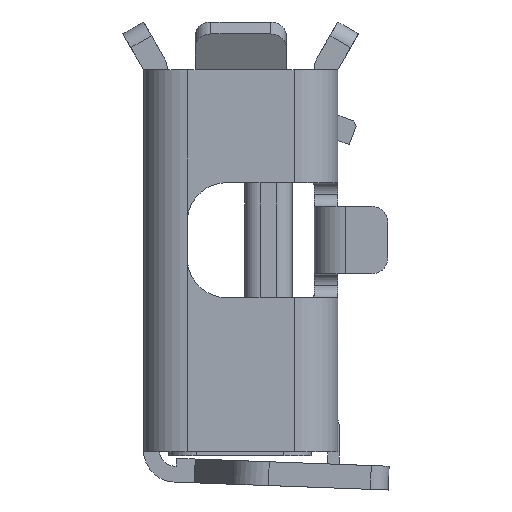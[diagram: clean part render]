
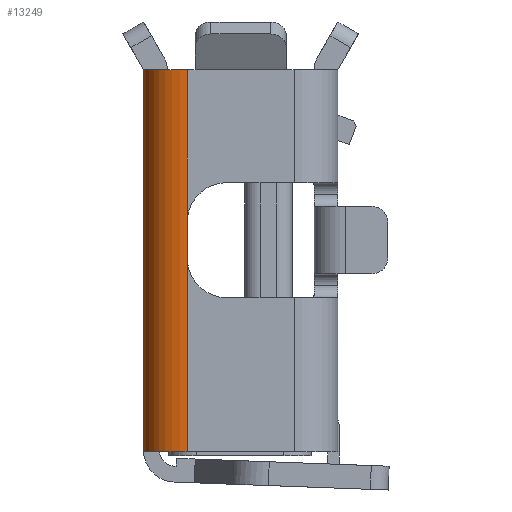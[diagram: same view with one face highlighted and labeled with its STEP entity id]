
A CAD part, left-side view. The second image highlights one B-rep face of the part: STEP entity #13249.
In plain terms, the highlighted cylindrical face has radius 0.55 mm (diameter 1.1 mm), a partial arc.
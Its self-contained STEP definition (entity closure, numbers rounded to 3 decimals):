
#153 = LINE ( 'NONE', #9324, #7658 ) ;
#248 = ORIENTED_EDGE ( 'NONE', *, *, #10439, .T. ) ;
#477 = DIRECTION ( 'NONE',  ( 1., 0., 0. ) ) ;
#517 = FACE_OUTER_BOUND ( 'NONE', #8227, .T. ) ;
#1695 = VERTEX_POINT ( 'NONE', #7303 ) ;
#1861 = VERTEX_POINT ( 'NONE', #7732 ) ;
#1892 = EDGE_CURVE ( 'NONE', #11538, #15838, #17079, .T. ) ;
#2001 = CARTESIAN_POINT ( 'NONE',  ( -3.2, 2.47, -2.796 ) ) ;
#2036 = CARTESIAN_POINT ( 'NONE',  ( -3.2, 2.47, 2.15 ) ) ;
#2123 = AXIS2_PLACEMENT_3D ( 'NONE', #5669, #4527, #10977 ) ;
#2215 = VERTEX_POINT ( 'NONE', #2036 ) ;
#3480 = LINE ( 'NONE', #2001, #14099 ) ;
#3511 = EDGE_CURVE ( 'NONE', #1695, #15531, #4334, .T. ) ;
#3538 = CARTESIAN_POINT ( 'NONE',  ( -3.75, 1.92, -2.796 ) ) ;
#4323 = CARTESIAN_POINT ( 'NONE',  ( -3.2, 1.92, 2.15 ) ) ;
#4334 = LINE ( 'NONE', #11318, #15127 ) ;
#4527 = DIRECTION ( 'NONE',  ( 0., 0., -1. ) ) ;
#5318 = AXIS2_PLACEMENT_3D ( 'NONE', #4323, #12442, #477 ) ;
#5509 = DIRECTION ( 'NONE',  ( 1., 0., 0. ) ) ;
#5669 = CARTESIAN_POINT ( 'NONE',  ( -3.2, 1.92, -2.667 ) ) ;
#5683 = CARTESIAN_POINT ( 'NONE',  ( -3.2, 1.92, -2.796 ) ) ;
#6603 = CIRCLE ( 'NONE', #2123, 0.55 ) ;
#6897 = DIRECTION ( 'NONE',  ( 0., 0., -1. ) ) ;
#7303 = CARTESIAN_POINT ( 'NONE',  ( -3.75, 1.92, -2.667 ) ) ;
#7335 = DIRECTION ( 'NONE',  ( 0., 0., -1. ) ) ;
#7658 = VECTOR ( 'NONE', #11856, 1000. ) ;
#7732 = CARTESIAN_POINT ( 'NONE',  ( -3.2, 2.47, -2.667 ) ) ;
#7776 = ORIENTED_EDGE ( 'NONE', *, *, #8315, .F. ) ;
#7968 = ORIENTED_EDGE ( 'NONE', *, *, #1892, .T. ) ;
#8227 = EDGE_LOOP ( 'NONE', ( #7968, #7776, #13782, #16085, #9994, #248 ) ) ;
#8315 = EDGE_CURVE ( 'NONE', #2215, #15838, #13117, .T. ) ;
#9324 = CARTESIAN_POINT ( 'NONE',  ( -3.75, 1.92, -2.796 ) ) ;
#9771 = CYLINDRICAL_SURFACE ( 'NONE', #12684, 0.55 ) ;
#9994 = ORIENTED_EDGE ( 'NONE', *, *, #3511, .T. ) ;
#10439 = EDGE_CURVE ( 'NONE', #15531, #11538, #153, .T. ) ;
#10754 = CARTESIAN_POINT ( 'NONE',  ( -3.75, 1.92, 2.15 ) ) ;
#10977 = DIRECTION ( 'NONE',  ( 1., 0., 0. ) ) ;
#11318 = CARTESIAN_POINT ( 'NONE',  ( -3.75, 1.92, -2.796 ) ) ;
#11538 = VERTEX_POINT ( 'NONE', #12036 ) ;
#11749 = EDGE_CURVE ( 'NONE', #1695, #1861, #6603, .T. ) ;
#11856 = DIRECTION ( 'NONE',  ( 0., 0., 1. ) ) ;
#12036 = CARTESIAN_POINT ( 'NONE',  ( -3.75, 1.92, 0.225 ) ) ;
#12442 = DIRECTION ( 'NONE',  ( 0., 0., 1. ) ) ;
#12614 = CARTESIAN_POINT ( 'NONE',  ( -3.75, 1.92, -0.225 ) ) ;
#12684 = AXIS2_PLACEMENT_3D ( 'NONE', #5683, #6897, #5509 ) ;
#13117 = CIRCLE ( 'NONE', #5318, 0.55 ) ;
#13249 = ADVANCED_FACE ( 'NONE', ( #517 ), #9771, .T. ) ;
#13395 = VECTOR ( 'NONE', #15688, 1000. ) ;
#13782 = ORIENTED_EDGE ( 'NONE', *, *, #14712, .T. ) ;
#14099 = VECTOR ( 'NONE', #7335, 1000. ) ;
#14712 = EDGE_CURVE ( 'NONE', #2215, #1861, #3480, .T. ) ;
#15127 = VECTOR ( 'NONE', #16304, 1000. ) ;
#15531 = VERTEX_POINT ( 'NONE', #12614 ) ;
#15688 = DIRECTION ( 'NONE',  ( 0., 0., 1. ) ) ;
#15838 = VERTEX_POINT ( 'NONE', #10754 ) ;
#16085 = ORIENTED_EDGE ( 'NONE', *, *, #11749, .F. ) ;
#16304 = DIRECTION ( 'NONE',  ( 0., 0., 1. ) ) ;
#17079 = LINE ( 'NONE', #3538, #13395 ) ;
